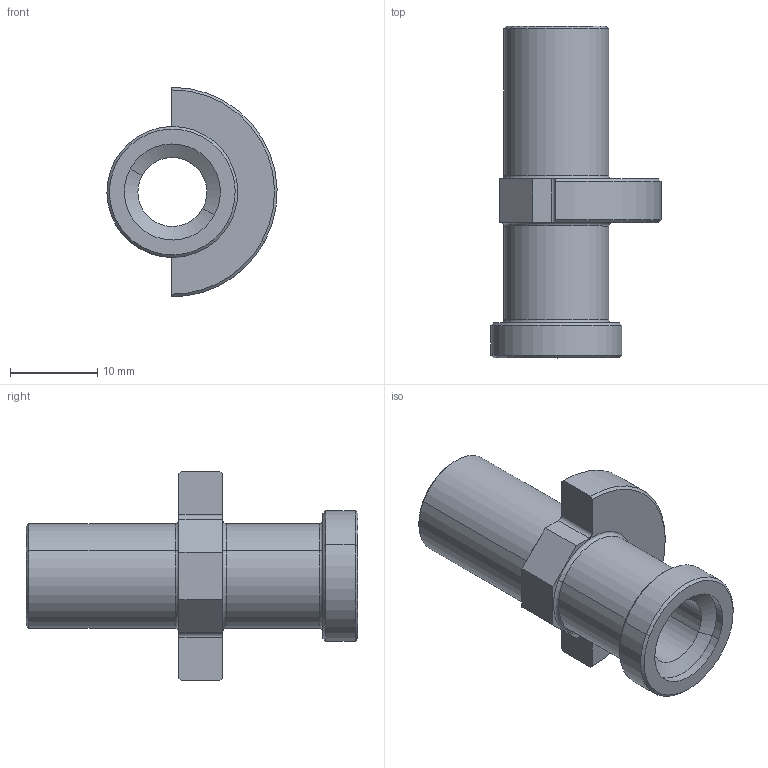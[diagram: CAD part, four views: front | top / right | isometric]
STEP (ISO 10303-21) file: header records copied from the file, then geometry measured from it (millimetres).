
FILE_DESCRIPTION(('CATIA V6 STEP','CAx-IF Rec.Pracs.--- Model Styling and Organization---1.2---2011-12-15'),'2;1');
FILE_NAME('CIBLE ALLUMAGE_OCIM0SBBCL_001.stp','2023-08-28T09:05:22+00:00',('NewPDM'),('Renault'),'CATIA Unofficial Packaging Version','DASSAULT SYSTEMES CATIA V6 STEP AP214','none');
FILE_SCHEMA(('AUTOMOTIVE_DESIGN { 1 0 10303 214 1 1 1 1 }'));
Length unit declared in the file: millimetre
Products named in the file (1): OCIM0SBBCL
Bounding box: 19.5 x 38 x 24 mm (x, y, z)
Volume: 3539.1 mm3; surface area: 3132 mm2
Topology: 1 solids, 1 shells, 46 faces, 103 edges, 62 vertices
Faces by surface type: cylinder 14, cone 14, plane 12, torus 6
Entity records: 1211 total; most frequent: CARTESIAN_POINT 215, ORIENTED_EDGE 206, DIRECTION 173, EDGE_CURVE 103, AXIS2_PLACEMENT_3D 90, VERTEX_POINT 62, CIRCLE 52, EDGE_LOOP 51
